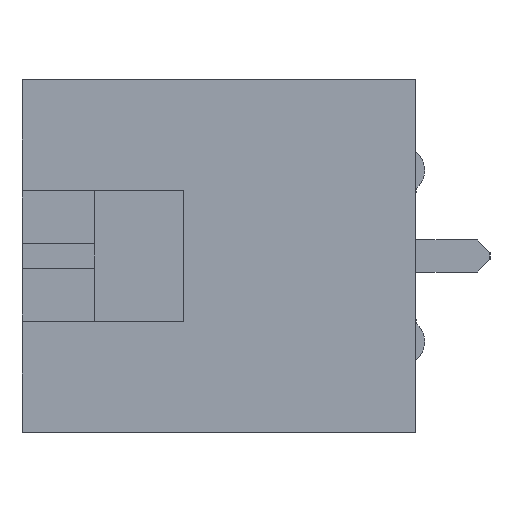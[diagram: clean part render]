
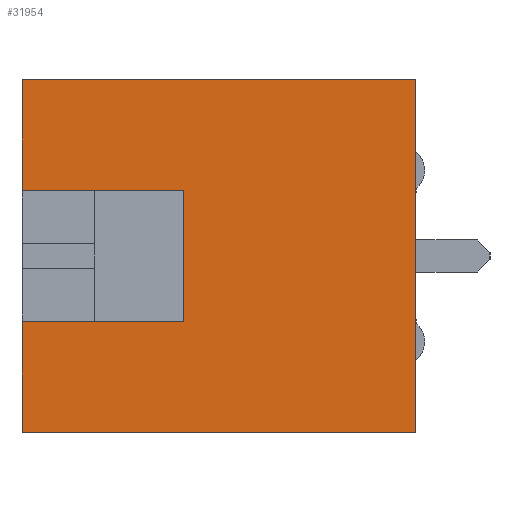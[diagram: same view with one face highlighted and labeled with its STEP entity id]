
A CAD part, left-side view. The second image highlights one B-rep face of the part: STEP entity #31954.
In plain terms, the highlighted planar face has unit normal (-1, 0, 0).
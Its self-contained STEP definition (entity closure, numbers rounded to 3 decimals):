
#74 = CARTESIAN_POINT ( 'NONE',  ( -12.03, 4.6, -1.3 ) ) ;
#775 = VERTEX_POINT ( 'NONE', #9567 ) ;
#1581 = CARTESIAN_POINT ( 'NONE',  ( -12.03, 7.8, 3.5 ) ) ;
#1641 = VECTOR ( 'NONE', #33881, 1000. ) ;
#1984 = DIRECTION ( 'NONE',  ( 0., 0., -1. ) ) ;
#2047 = VERTEX_POINT ( 'NONE', #4632 ) ;
#2189 = ORIENTED_EDGE ( 'NONE', *, *, #10063, .T. ) ;
#2812 = EDGE_CURVE ( 'NONE', #775, #35467, #29173, .T. ) ;
#2921 = DIRECTION ( 'NONE',  ( 0., 0., 1. ) ) ;
#3119 = LINE ( 'NONE', #37039, #35136 ) ;
#3870 = CARTESIAN_POINT ( 'NONE',  ( -12.03, 7.8, -3.5 ) ) ;
#3914 = DIRECTION ( 'NONE',  ( 0., 0., 1. ) ) ;
#3918 = VERTEX_POINT ( 'NONE', #74 ) ;
#4632 = CARTESIAN_POINT ( 'NONE',  ( -12.03, 7.8, -1.3 ) ) ;
#4942 = VECTOR ( 'NONE', #16431, 1000. ) ;
#5510 = EDGE_CURVE ( 'NONE', #2047, #3918, #10072, .T. ) ;
#9567 = CARTESIAN_POINT ( 'NONE',  ( -12.03, 7.8, 3.5 ) ) ;
#9598 = VERTEX_POINT ( 'NONE', #9662 ) ;
#9662 = CARTESIAN_POINT ( 'NONE',  ( -12.03, 7.8, -3.5 ) ) ;
#9881 = VECTOR ( 'NONE', #2921, 1000. ) ;
#10063 = EDGE_CURVE ( 'NONE', #24510, #35467, #3119, .T. ) ;
#10072 = LINE ( 'NONE', #10075, #31242 ) ;
#10075 = CARTESIAN_POINT ( 'NONE',  ( -12.03, 7.8, -1.3 ) ) ;
#11938 = FACE_OUTER_BOUND ( 'NONE', #25657, .T. ) ;
#12156 = CARTESIAN_POINT ( 'NONE',  ( -12.03, 7.8, -3.5 ) ) ;
#12971 = LINE ( 'NONE', #28806, #4942 ) ;
#13374 = EDGE_CURVE ( 'NONE', #9598, #2047, #33895, .T. ) ;
#13375 = EDGE_CURVE ( 'NONE', #3918, #36071, #25910, .T. ) ;
#16431 = DIRECTION ( 'NONE',  ( 0., 0., 1. ) ) ;
#17278 = DIRECTION ( 'NONE',  ( 1., 0., 0. ) ) ;
#19096 = ORIENTED_EDGE ( 'NONE', *, *, #2812, .F. ) ;
#19778 = PLANE ( 'NONE',  #20651 ) ;
#20385 = CARTESIAN_POINT ( 'NONE',  ( -12.03, 0., 3.5 ) ) ;
#20651 = AXIS2_PLACEMENT_3D ( 'NONE', #26229, #17278, #1984 ) ;
#21100 = CARTESIAN_POINT ( 'NONE',  ( -12.03, 4.6, -3.5 ) ) ;
#21608 = VECTOR ( 'NONE', #31732, 1000. ) ;
#21663 = ORIENTED_EDGE ( 'NONE', *, *, #13375, .F. ) ;
#22567 = DIRECTION ( 'NONE',  ( 0., -1., 0. ) ) ;
#22827 = ORIENTED_EDGE ( 'NONE', *, *, #33567, .T. ) ;
#23123 = CARTESIAN_POINT ( 'NONE',  ( -12.03, 7.8, 1.3 ) ) ;
#24510 = VERTEX_POINT ( 'NONE', #33002 ) ;
#25657 = EDGE_LOOP ( 'NONE', ( #36631, #21663, #30030, #27815, #22827, #2189, #19096, #30644 ) ) ;
#25689 = LINE ( 'NONE', #3870, #1641 ) ;
#25910 = LINE ( 'NONE', #21100, #37624 ) ;
#26077 = VECTOR ( 'NONE', #38889, 1000. ) ;
#26229 = CARTESIAN_POINT ( 'NONE',  ( -12.03, 7.8, -3.5 ) ) ;
#27815 = ORIENTED_EDGE ( 'NONE', *, *, #13374, .F. ) ;
#28408 = LINE ( 'NONE', #33282, #26077 ) ;
#28806 = CARTESIAN_POINT ( 'NONE',  ( -12.03, 7.8, -3.5 ) ) ;
#29173 = LINE ( 'NONE', #1581, #21608 ) ;
#30030 = ORIENTED_EDGE ( 'NONE', *, *, #5510, .F. ) ;
#30644 = ORIENTED_EDGE ( 'NONE', *, *, #30790, .F. ) ;
#30790 = EDGE_CURVE ( 'NONE', #34872, #775, #12971, .T. ) ;
#31242 = VECTOR ( 'NONE', #22567, 1000. ) ;
#31732 = DIRECTION ( 'NONE',  ( 0., -1., 0. ) ) ;
#31954 = ADVANCED_FACE ( 'NONE', ( #11938 ), #19778, .F. ) ;
#32965 = DIRECTION ( 'NONE',  ( 0., 0., 1. ) ) ;
#33002 = CARTESIAN_POINT ( 'NONE',  ( -12.03, 0., -3.5 ) ) ;
#33282 = CARTESIAN_POINT ( 'NONE',  ( -12.03, 7.8, 1.3 ) ) ;
#33567 = EDGE_CURVE ( 'NONE', #9598, #24510, #25689, .T. ) ;
#33881 = DIRECTION ( 'NONE',  ( 0., -1., 0. ) ) ;
#33895 = LINE ( 'NONE', #12156, #9881 ) ;
#34496 = EDGE_CURVE ( 'NONE', #36071, #34872, #28408, .T. ) ;
#34872 = VERTEX_POINT ( 'NONE', #23123 ) ;
#35136 = VECTOR ( 'NONE', #3914, 1000. ) ;
#35467 = VERTEX_POINT ( 'NONE', #20385 ) ;
#36071 = VERTEX_POINT ( 'NONE', #38983 ) ;
#36631 = ORIENTED_EDGE ( 'NONE', *, *, #34496, .F. ) ;
#37039 = CARTESIAN_POINT ( 'NONE',  ( -12.03, 0., -3.5 ) ) ;
#37624 = VECTOR ( 'NONE', #32965, 1000. ) ;
#38889 = DIRECTION ( 'NONE',  ( 0., 1., 0. ) ) ;
#38983 = CARTESIAN_POINT ( 'NONE',  ( -12.03, 4.6, 1.3 ) ) ;
